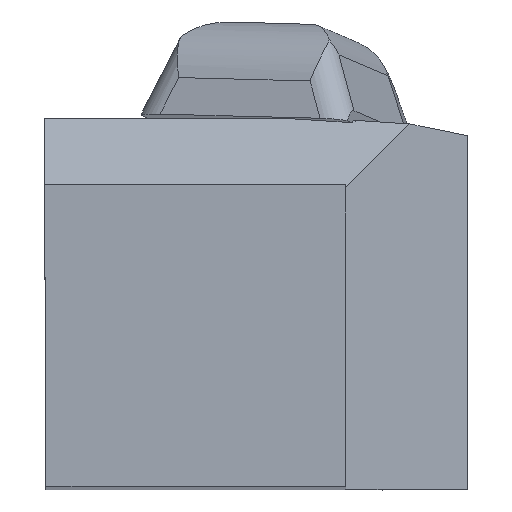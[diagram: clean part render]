
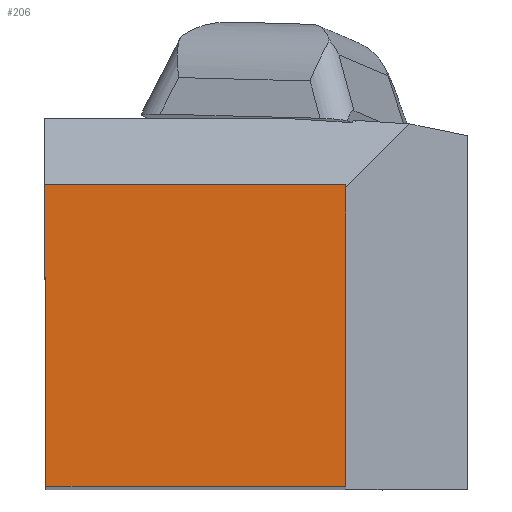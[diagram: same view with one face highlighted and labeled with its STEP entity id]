
A CAD part, top view. The second image highlights one B-rep face of the part: STEP entity #206.
In plain terms, the highlighted planar face has unit normal (0, 0, 1).
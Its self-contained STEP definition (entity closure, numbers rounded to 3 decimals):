
#143=FACE_OUTER_BOUND('',#593,.T.);
#206=ADVANCED_FACE('BLANK_BOXF006',(#143),#263,.F.);
#263=PLANE('',#1406);
#348=LINE('',#2030,#480);
#354=LINE('',#2043,#486);
#362=LINE('',#2057,#494);
#363=LINE('',#2059,#495);
#480=VECTOR('',#1610,1.);
#486=VECTOR('',#1618,1.);
#494=VECTOR('',#1630,1.);
#495=VECTOR('',#1631,1.);
#593=EDGE_LOOP('',(#764,#765,#766,#767));
#764=ORIENTED_EDGE('',*,*,#1184,.T.);
#765=ORIENTED_EDGE('',*,*,#1185,.T.);
#766=ORIENTED_EDGE('',*,*,#1170,.T.);
#767=ORIENTED_EDGE('',*,*,#1176,.T.);
#1038=VERTEX_POINT('',#2029);
#1039=VERTEX_POINT('',#2031);
#1044=VERTEX_POINT('',#2042);
#1049=VERTEX_POINT('',#2058);
#1170=EDGE_CURVE('',#1039,#1038,#348,.T.);
#1176=EDGE_CURVE('',#1038,#1044,#354,.T.);
#1184=EDGE_CURVE('',#1044,#1049,#362,.T.);
#1185=EDGE_CURVE('',#1049,#1039,#363,.T.);
#1406=AXIS2_PLACEMENT_3D('',#2060,#1632,#1633);
#1610=DIRECTION('',(0.004,-1.,0.));
#1618=DIRECTION('',(1.,0.,0.));
#1630=DIRECTION('',(0.,1.,0.));
#1631=DIRECTION('',(-1.,0.,0.));
#1632=DIRECTION('',(0.,0.,-1.));
#1633=DIRECTION('',(1.,0.,0.));
#2029=CARTESIAN_POINT('',(0.069,0.,0.));
#2030=CARTESIAN_POINT('',(-0.469,123.299,0.));
#2031=CARTESIAN_POINT('',(0.,15.748,0.));
#2042=CARTESIAN_POINT('',(15.748,0.,0.));
#2043=CARTESIAN_POINT('',(-123.3,0.,0.));
#2057=CARTESIAN_POINT('',(15.748,-123.3,0.));
#2058=CARTESIAN_POINT('',(15.748,15.748,0.));
#2059=CARTESIAN_POINT('',(123.3,15.748,0.));
#2060=CARTESIAN_POINT('',(28.888,-5.,0.));
